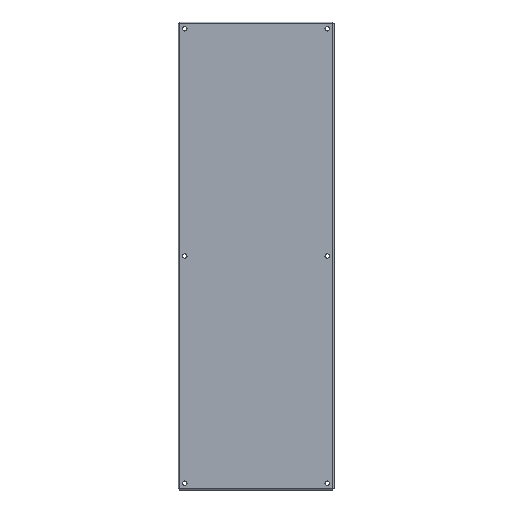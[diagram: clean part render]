
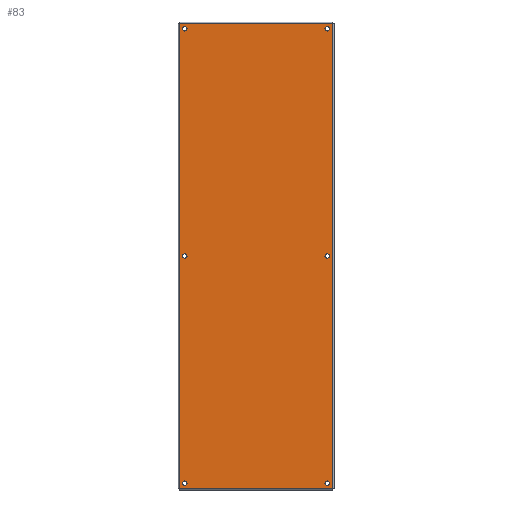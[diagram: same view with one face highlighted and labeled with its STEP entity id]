
A CAD part, front view. The second image highlights one B-rep face of the part: STEP entity #83.
In plain terms, the highlighted planar face has unit normal (0, -1, 0).
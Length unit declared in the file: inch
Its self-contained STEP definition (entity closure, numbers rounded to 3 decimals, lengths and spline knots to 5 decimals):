
#1 = AXIS2_PLACEMENT_3D ( 'NONE', #1317, #1334, #173 ) ;
#5 = LINE ( 'NONE', #238, #390 ) ;
#29 = FACE_BOUND ( 'NONE', #1153, .T. ) ;
#35 = CARTESIAN_POINT ( 'NONE',  ( 9.857, 0., 29.857 ) ) ;
#38 = DIRECTION ( 'NONE',  ( 0., -1., 0. ) ) ;
#39 = DIRECTION ( 'NONE',  ( 0., 0., 1. ) ) ;
#40 = EDGE_CURVE ( 'NONE', #218, #262, #815, .T. ) ;
#49 = CARTESIAN_POINT ( 'NONE',  ( 9.125, 0., 28.84375 ) ) ;
#57 = EDGE_LOOP ( 'NONE', ( #1128, #1242 ) ) ;
#59 = CARTESIAN_POINT ( 'NONE',  ( -9.125, 0., 28.84375 ) ) ;
#60 = DIRECTION ( 'NONE',  ( 0., 0., 1. ) ) ;
#64 = EDGE_CURVE ( 'NONE', #441, #1075, #976, .T. ) ;
#73 = EDGE_LOOP ( 'NONE', ( #314, #244 ) ) ;
#79 = CARTESIAN_POINT ( 'NONE',  ( -9.125, 0., -29.125 ) ) ;
#83 = ADVANCED_FACE ( 'NONE', ( #166, #29, #367, #219, #455, #265, #1292 ), #817, .F. ) ;
#84 = DIRECTION ( 'NONE',  ( 0., 0., 1. ) ) ;
#88 = CARTESIAN_POINT ( 'NONE',  ( -9.125, 0., -0.28125 ) ) ;
#108 = VECTOR ( 'NONE', #721, 39.37008 ) ;
#110 = DIRECTION ( 'NONE',  ( 0., -1., 0. ) ) ;
#130 = DIRECTION ( 'NONE',  ( 0., 0., 1. ) ) ;
#132 = EDGE_CURVE ( 'NONE', #656, #432, #190, .T. ) ;
#142 = CARTESIAN_POINT ( 'NONE',  ( -9.125, 0., 29.40625 ) ) ;
#153 = ORIENTED_EDGE ( 'NONE', *, *, #132, .F. ) ;
#155 = VERTEX_POINT ( 'NONE', #837 ) ;
#157 = EDGE_CURVE ( 'NONE', #1075, #441, #729, .T. ) ;
#164 = VERTEX_POINT ( 'NONE', #727 ) ;
#166 = FACE_OUTER_BOUND ( 'NONE', #204, .T. ) ;
#173 = DIRECTION ( 'NONE',  ( 0., 0., 1. ) ) ;
#184 = VERTEX_POINT ( 'NONE', #1347 ) ;
#185 = DIRECTION ( 'NONE',  ( 0., 1., 0. ) ) ;
#189 = DIRECTION ( 'NONE',  ( 0., -1., 0. ) ) ;
#190 = CIRCLE ( 'NONE', #1, 0.28125 ) ;
#202 = CARTESIAN_POINT ( 'NONE',  ( 9.125, 0., 29.40625 ) ) ;
#204 = EDGE_LOOP ( 'NONE', ( #246, #214, #349, #1307 ) ) ;
#214 = ORIENTED_EDGE ( 'NONE', *, *, #417, .F. ) ;
#218 = VERTEX_POINT ( 'NONE', #1143 ) ;
#219 = FACE_BOUND ( 'NONE', #1031, .T. ) ;
#238 = CARTESIAN_POINT ( 'NONE',  ( 9.857, 0., 29.857 ) ) ;
#240 = EDGE_CURVE ( 'NONE', #164, #418, #568, .T. ) ;
#244 = ORIENTED_EDGE ( 'NONE', *, *, #605, .F. ) ;
#246 = ORIENTED_EDGE ( 'NONE', *, *, #866, .F. ) ;
#257 = EDGE_CURVE ( 'NONE', #155, #610, #400, .T. ) ;
#262 = VERTEX_POINT ( 'NONE', #430 ) ;
#265 = FACE_BOUND ( 'NONE', #1136, .T. ) ;
#268 = DIRECTION ( 'NONE',  ( 0., -1., 0. ) ) ;
#275 = CARTESIAN_POINT ( 'NONE',  ( 9.125, 0., -29.125 ) ) ;
#288 = DIRECTION ( 'NONE',  ( 0., 0., 1. ) ) ;
#307 = DIRECTION ( 'NONE',  ( 0., -1., 0. ) ) ;
#309 = EDGE_CURVE ( 'NONE', #1094, #1321, #315, .T. ) ;
#314 = ORIENTED_EDGE ( 'NONE', *, *, #309, .F. ) ;
#315 = CIRCLE ( 'NONE', #1084, 0.28125 ) ;
#319 = AXIS2_PLACEMENT_3D ( 'NONE', #932, #307, #523 ) ;
#325 = AXIS2_PLACEMENT_3D ( 'NONE', #974, #761, #130 ) ;
#349 = ORIENTED_EDGE ( 'NONE', *, *, #240, .F. ) ;
#350 = LINE ( 'NONE', #601, #875 ) ;
#354 = VERTEX_POINT ( 'NONE', #1181 ) ;
#357 = CIRCLE ( 'NONE', #1223, 0.28125 ) ;
#361 = AXIS2_PLACEMENT_3D ( 'NONE', #1054, #110, #1255 ) ;
#367 = FACE_BOUND ( 'NONE', #589, .T. ) ;
#390 = VECTOR ( 'NONE', #660, 39.37008 ) ;
#393 = CARTESIAN_POINT ( 'NONE',  ( -9.857, 0., 29.857 ) ) ;
#397 = EDGE_CURVE ( 'NONE', #262, #218, #1002, .T. ) ;
#400 = CIRCLE ( 'NONE', #325, 0.28125 ) ;
#409 = AXIS2_PLACEMENT_3D ( 'NONE', #1198, #268, #60 ) ;
#417 = EDGE_CURVE ( 'NONE', #418, #686, #5, .T. ) ;
#418 = VERTEX_POINT ( 'NONE', #35 ) ;
#430 = CARTESIAN_POINT ( 'NONE',  ( 9.125, 0., -28.84375 ) ) ;
#432 = VERTEX_POINT ( 'NONE', #49 ) ;
#436 = ORIENTED_EDGE ( 'NONE', *, *, #1182, .F. ) ;
#441 = VERTEX_POINT ( 'NONE', #142 ) ;
#447 = DIRECTION ( 'NONE',  ( 0., -1., 0. ) ) ;
#455 = FACE_BOUND ( 'NONE', #57, .T. ) ;
#487 = CARTESIAN_POINT ( 'NONE',  ( 9.125, 0., -0.28125 ) ) ;
#492 = CARTESIAN_POINT ( 'NONE',  ( -9.125, 0., -28.84375 ) ) ;
#507 = CARTESIAN_POINT ( 'NONE',  ( 9.857, 0., -29.857 ) ) ;
#512 = DIRECTION ( 'NONE',  ( 0., 0., 1. ) ) ;
#514 = CIRCLE ( 'NONE', #635, 0.28125 ) ;
#523 = DIRECTION ( 'NONE',  ( 0., 0., 1. ) ) ;
#532 = AXIS2_PLACEMENT_3D ( 'NONE', #275, #913, #825 ) ;
#550 = CIRCLE ( 'NONE', #361, 0.28125 ) ;
#568 = LINE ( 'NONE', #640, #108 ) ;
#573 = EDGE_CURVE ( 'NONE', #610, #155, #774, .T. ) ;
#589 = EDGE_LOOP ( 'NONE', ( #1113, #909 ) ) ;
#594 = CARTESIAN_POINT ( 'NONE',  ( -9.125, 0., 29.125 ) ) ;
#601 = CARTESIAN_POINT ( 'NONE',  ( -9.857, 0., 29.857 ) ) ;
#605 = EDGE_CURVE ( 'NONE', #1321, #1094, #899, .T. ) ;
#608 = DIRECTION ( 'NONE',  ( 0., 0., 1. ) ) ;
#610 = VERTEX_POINT ( 'NONE', #487 ) ;
#611 = DIRECTION ( 'NONE',  ( 0., 0., 1. ) ) ;
#614 = ORIENTED_EDGE ( 'NONE', *, *, #40, .F. ) ;
#635 = AXIS2_PLACEMENT_3D ( 'NONE', #1027, #189, #288 ) ;
#640 = CARTESIAN_POINT ( 'NONE',  ( -9.857, 0., 29.857 ) ) ;
#656 = VERTEX_POINT ( 'NONE', #202 ) ;
#660 = DIRECTION ( 'NONE',  ( 0., 0., -1. ) ) ;
#677 = CARTESIAN_POINT ( 'NONE',  ( 9.125, 0., -29.125 ) ) ;
#686 = VERTEX_POINT ( 'NONE', #507 ) ;
#721 = DIRECTION ( 'NONE',  ( 1., 0., 0. ) ) ;
#725 = VERTEX_POINT ( 'NONE', #88 ) ;
#727 = CARTESIAN_POINT ( 'NONE',  ( -9.857, 0., 29.857 ) ) ;
#729 = CIRCLE ( 'NONE', #319, 0.28125 ) ;
#730 = CARTESIAN_POINT ( 'NONE',  ( -9.857, 0., -29.857 ) ) ;
#745 = AXIS2_PLACEMENT_3D ( 'NONE', #79, #1237, #608 ) ;
#757 = CARTESIAN_POINT ( 'NONE',  ( -9.125, 0., -29.40625 ) ) ;
#761 = DIRECTION ( 'NONE',  ( 0., -1., 0. ) ) ;
#774 = CIRCLE ( 'NONE', #409, 0.28125 ) ;
#810 = ORIENTED_EDGE ( 'NONE', *, *, #397, .F. ) ;
#815 = CIRCLE ( 'NONE', #532, 0.28125 ) ;
#817 = PLANE ( 'NONE',  #1232 ) ;
#825 = DIRECTION ( 'NONE',  ( 0., 0., 1. ) ) ;
#837 = CARTESIAN_POINT ( 'NONE',  ( 9.125, 0., 0.28125 ) ) ;
#866 = EDGE_CURVE ( 'NONE', #686, #184, #1008, .T. ) ;
#868 = EDGE_CURVE ( 'NONE', #432, #656, #550, .T. ) ;
#875 = VECTOR ( 'NONE', #512, 39.37008 ) ;
#891 = AXIS2_PLACEMENT_3D ( 'NONE', #594, #1211, #611 ) ;
#899 = CIRCLE ( 'NONE', #745, 0.28125 ) ;
#909 = ORIENTED_EDGE ( 'NONE', *, *, #573, .F. ) ;
#913 = DIRECTION ( 'NONE',  ( 0., -1., 0. ) ) ;
#932 = CARTESIAN_POINT ( 'NONE',  ( -9.125, 0., 29.125 ) ) ;
#954 = DIRECTION ( 'NONE',  ( -1., 0., 0. ) ) ;
#968 = CARTESIAN_POINT ( 'NONE',  ( -9.125, 0., -29.125 ) ) ;
#971 = EDGE_CURVE ( 'NONE', #354, #725, #357, .T. ) ;
#974 = CARTESIAN_POINT ( 'NONE',  ( 9.125, 0., 0. ) ) ;
#976 = CIRCLE ( 'NONE', #891, 0.28125 ) ;
#982 = CARTESIAN_POINT ( 'NONE',  ( -9.125, 0., 0. ) ) ;
#993 = AXIS2_PLACEMENT_3D ( 'NONE', #677, #1283, #39 ) ;
#1002 = CIRCLE ( 'NONE', #993, 0.28125 ) ;
#1008 = LINE ( 'NONE', #730, #1270 ) ;
#1027 = CARTESIAN_POINT ( 'NONE',  ( -9.125, 0., 0. ) ) ;
#1031 = EDGE_LOOP ( 'NONE', ( #153, #1244 ) ) ;
#1054 = CARTESIAN_POINT ( 'NONE',  ( 9.125, 0., 29.125 ) ) ;
#1059 = DIRECTION ( 'NONE',  ( 0., 0., 1. ) ) ;
#1064 = ORIENTED_EDGE ( 'NONE', *, *, #971, .F. ) ;
#1075 = VERTEX_POINT ( 'NONE', #59 ) ;
#1076 = DIRECTION ( 'NONE',  ( 0., 0., 1. ) ) ;
#1084 = AXIS2_PLACEMENT_3D ( 'NONE', #968, #447, #1059 ) ;
#1094 = VERTEX_POINT ( 'NONE', #492 ) ;
#1113 = ORIENTED_EDGE ( 'NONE', *, *, #257, .F. ) ;
#1128 = ORIENTED_EDGE ( 'NONE', *, *, #64, .F. ) ;
#1136 = EDGE_LOOP ( 'NONE', ( #1064, #436 ) ) ;
#1143 = CARTESIAN_POINT ( 'NONE',  ( 9.125, 0., -29.40625 ) ) ;
#1153 = EDGE_LOOP ( 'NONE', ( #810, #614 ) ) ;
#1181 = CARTESIAN_POINT ( 'NONE',  ( -9.125, 0., 0.28125 ) ) ;
#1182 = EDGE_CURVE ( 'NONE', #725, #354, #514, .T. ) ;
#1198 = CARTESIAN_POINT ( 'NONE',  ( 9.125, 0., 0. ) ) ;
#1211 = DIRECTION ( 'NONE',  ( 0., -1., 0. ) ) ;
#1223 = AXIS2_PLACEMENT_3D ( 'NONE', #982, #38, #1076 ) ;
#1232 = AXIS2_PLACEMENT_3D ( 'NONE', #393, #185, #84 ) ;
#1237 = DIRECTION ( 'NONE',  ( 0., -1., 0. ) ) ;
#1242 = ORIENTED_EDGE ( 'NONE', *, *, #157, .F. ) ;
#1244 = ORIENTED_EDGE ( 'NONE', *, *, #868, .F. ) ;
#1252 = EDGE_CURVE ( 'NONE', #184, #164, #350, .T. ) ;
#1255 = DIRECTION ( 'NONE',  ( 0., 0., 1. ) ) ;
#1270 = VECTOR ( 'NONE', #954, 39.37008 ) ;
#1283 = DIRECTION ( 'NONE',  ( 0., -1., 0. ) ) ;
#1292 = FACE_BOUND ( 'NONE', #73, .T. ) ;
#1307 = ORIENTED_EDGE ( 'NONE', *, *, #1252, .F. ) ;
#1317 = CARTESIAN_POINT ( 'NONE',  ( 9.125, 0., 29.125 ) ) ;
#1321 = VERTEX_POINT ( 'NONE', #757 ) ;
#1334 = DIRECTION ( 'NONE',  ( 0., -1., 0. ) ) ;
#1347 = CARTESIAN_POINT ( 'NONE',  ( -9.857, 0., -29.857 ) ) ;
